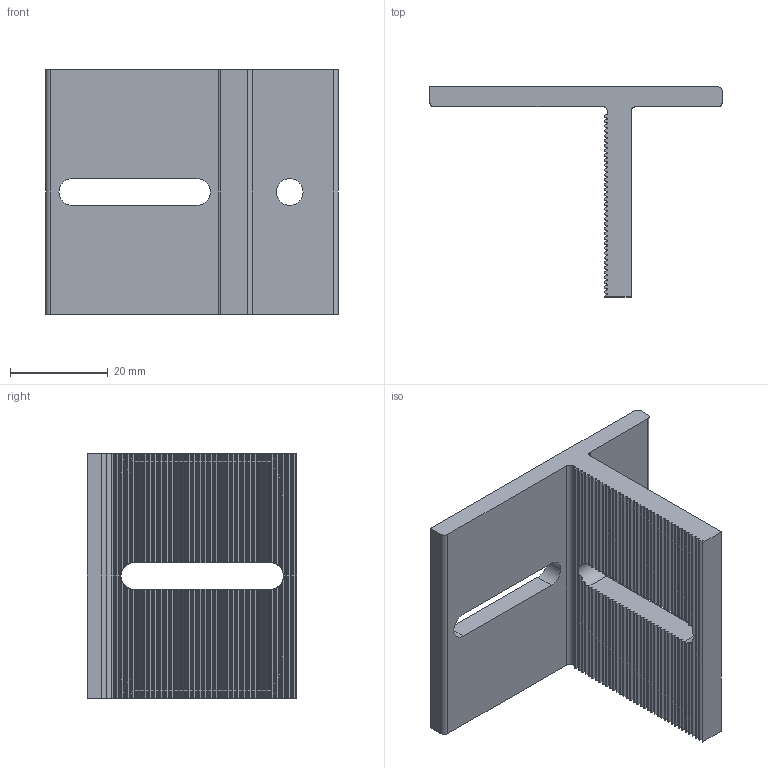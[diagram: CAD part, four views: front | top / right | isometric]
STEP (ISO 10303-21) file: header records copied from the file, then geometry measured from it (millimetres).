
FILE_DESCRIPTION((''),'2;1');
FILE_NAME('SZ5213N_A.stp','2013-08-30T11:08:03',('janine behrens'),(''),'Autodesk Inventor 2012','Autodesk Inventor 2012','');
FILE_SCHEMA(('AUTOMOTIVE_DESIGN { 1 0 10303 214 1 1 1 1 }'));
Length unit declared in the file: millimetre
Products named in the file (1): SZ5213N_A
Bounding box: 60 x 43 x 50 mm (x, y, z)
Volume: 20420.2 mm3; surface area: 12140 mm2
Topology: 1 solids, 1 shells, 307 faces, 919 edges, 613 vertices
Faces by surface type: plane 155, cylinder 152
Full cylindrical faces by diameter (mm): 5.5 x1
Entity records: 10687 total; most frequent: CARTESIAN_POINT 2120, ORIENTED_EDGE 1834, DIRECTION 1815, EDGE_CURVE 917, AXIS2_PLACEMENT_3D 613, VERTEX_POINT 612, VECTOR 589, LINE 589
